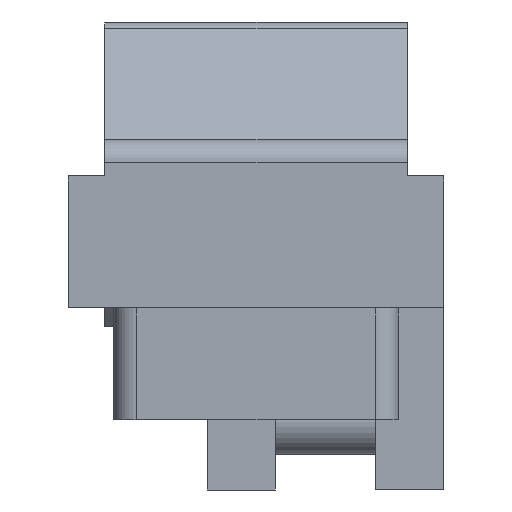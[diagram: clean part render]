
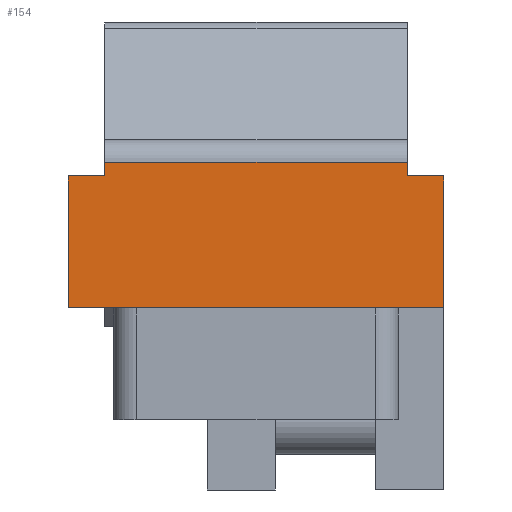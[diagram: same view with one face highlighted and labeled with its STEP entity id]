
A CAD part, front view. The second image highlights one B-rep face of the part: STEP entity #154.
In plain terms, the highlighted planar face has unit normal (0, -1, 0).
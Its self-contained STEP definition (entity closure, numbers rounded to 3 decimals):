
#154=ADVANCED_FACE('',(#286),#226,.T.);
#226=PLANE('',#1533);
#286=FACE_OUTER_BOUND('',#358,.T.);
#358=EDGE_LOOP('',(#537,#538,#539,#540,#541,#542,#543,#544));
#537=ORIENTED_EDGE('',*,*,#1056,.T.);
#538=ORIENTED_EDGE('',*,*,#1005,.T.);
#539=ORIENTED_EDGE('',*,*,#1057,.T.);
#540=ORIENTED_EDGE('',*,*,#1058,.F.);
#541=ORIENTED_EDGE('',*,*,#1059,.F.);
#542=ORIENTED_EDGE('',*,*,#1054,.T.);
#543=ORIENTED_EDGE('',*,*,#1060,.F.);
#544=ORIENTED_EDGE('',*,*,#1035,.T.);
#870=VERTEX_POINT('',#2070);
#871=VERTEX_POINT('',#2072);
#895=VERTEX_POINT('',#2129);
#896=VERTEX_POINT('',#2131);
#911=VERTEX_POINT('',#2165);
#912=VERTEX_POINT('',#2167);
#913=VERTEX_POINT('',#2172);
#914=VERTEX_POINT('',#2174);
#1005=EDGE_CURVE('',#871,#870,#1199,.T.);
#1035=EDGE_CURVE('',#896,#895,#1229,.T.);
#1054=EDGE_CURVE('',#912,#911,#1245,.T.);
#1056=EDGE_CURVE('',#895,#871,#1247,.T.);
#1057=EDGE_CURVE('',#870,#913,#1248,.T.);
#1058=EDGE_CURVE('',#914,#913,#1249,.T.);
#1059=EDGE_CURVE('',#912,#914,#1250,.T.);
#1060=EDGE_CURVE('',#896,#911,#1251,.T.);
#1199=LINE('',#2071,#1377);
#1229=LINE('',#2130,#1407);
#1245=LINE('',#2166,#1423);
#1247=LINE('',#2170,#1425);
#1248=LINE('',#2171,#1426);
#1249=LINE('',#2173,#1427);
#1250=LINE('',#2175,#1428);
#1251=LINE('',#2176,#1429);
#1377=VECTOR('',#1668,1.);
#1407=VECTOR('',#1706,1.);
#1423=VECTOR('',#1730,1.);
#1425=VECTOR('',#1734,1.);
#1426=VECTOR('',#1735,1.);
#1427=VECTOR('',#1736,1.);
#1428=VECTOR('',#1737,1.);
#1429=VECTOR('',#1738,1.);
#1533=AXIS2_PLACEMENT_3D('',#2177,#1739,#1740);
#1668=DIRECTION('',(-1.,0.,0.));
#1706=DIRECTION('',(1.,0.,0.));
#1730=DIRECTION('',(-1.,0.,0.));
#1734=DIRECTION('',(0.,0.,1.));
#1735=DIRECTION('',(0.,0.,1.));
#1736=DIRECTION('',(1.,0.,0.));
#1737=DIRECTION('',(0.,0.,1.));
#1738=DIRECTION('',(0.,0.,1.));
#1739=DIRECTION('',(0.,-1.,0.));
#1740=DIRECTION('',(0.,0.,-1.));
#2070=CARTESIAN_POINT('',(3.325,-14.65,1.5));
#2071=CARTESIAN_POINT('',(0.,-14.65,1.5));
#2072=CARTESIAN_POINT('',(4.125,-14.65,1.5));
#2129=CARTESIAN_POINT('',(4.125,-14.65,-1.4));
#2130=CARTESIAN_POINT('',(0.,-14.65,-1.4));
#2131=CARTESIAN_POINT('',(-4.125,-14.65,-1.4));
#2165=CARTESIAN_POINT('',(-4.125,-14.65,1.5));
#2166=CARTESIAN_POINT('',(0.,-14.65,1.5));
#2167=CARTESIAN_POINT('',(-3.325,-14.65,1.5));
#2170=CARTESIAN_POINT('',(4.125,-14.65,-1.4));
#2171=CARTESIAN_POINT('',(3.325,-14.65,1.5));
#2172=CARTESIAN_POINT('',(3.325,-14.65,1.8));
#2173=CARTESIAN_POINT('',(-3.325,-14.65,1.8));
#2174=CARTESIAN_POINT('',(-3.325,-14.65,1.8));
#2175=CARTESIAN_POINT('',(-3.325,-14.65,1.5));
#2176=CARTESIAN_POINT('',(-4.125,-14.65,-1.4));
#2177=CARTESIAN_POINT('',(0.,-14.65,-1.4));
